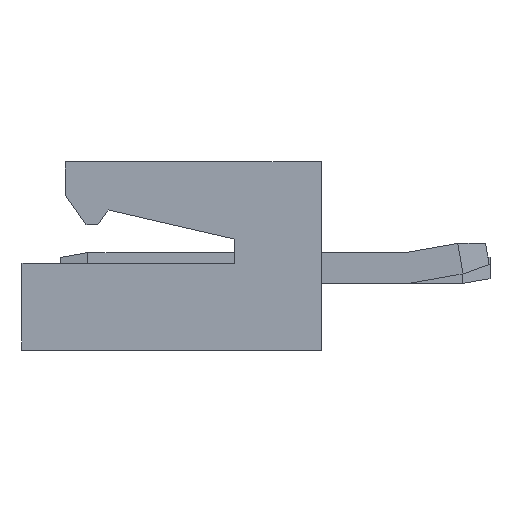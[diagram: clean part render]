
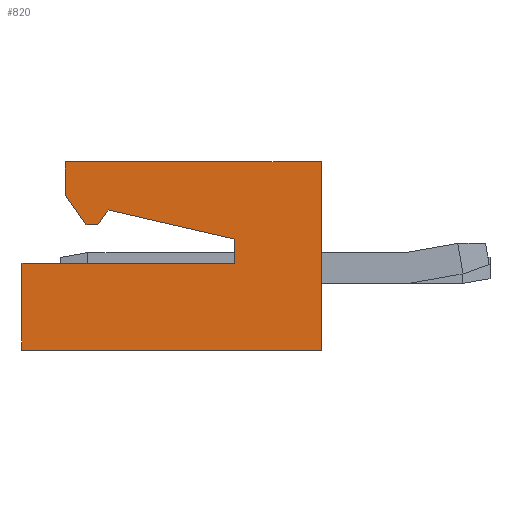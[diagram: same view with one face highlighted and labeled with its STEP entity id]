
A CAD part, left-side view. The second image highlights one B-rep face of the part: STEP entity #820.
In plain terms, the highlighted planar face has unit normal (-1, 0, 0).
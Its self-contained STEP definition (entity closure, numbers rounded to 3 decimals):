
#20 = CARTESIAN_POINT ( 'NONE',  ( 3.75, -1.3, 1.8 ) ) ;
#24 = LINE ( 'NONE', #1064, #3355 ) ;
#57 = DIRECTION ( 'NONE',  ( 0., -0.574, -0.819 ) ) ;
#72 = LINE ( 'NONE', #253, #3202 ) ;
#167 = DIRECTION ( 'NONE',  ( 0., -0.574, 0.819 ) ) ;
#192 = VERTEX_POINT ( 'NONE', #20 ) ;
#253 = CARTESIAN_POINT ( 'NONE',  ( 3.75, 2.2, 3.9 ) ) ;
#367 = VECTOR ( 'NONE', #448, 1000. ) ;
#409 = CARTESIAN_POINT ( 'NONE',  ( 3.75, 1.528, 2.6 ) ) ;
#433 = VECTOR ( 'NONE', #2884, 1000. ) ;
#448 = DIRECTION ( 'NONE',  ( 0., -0.974, -0.225 ) ) ;
#465 = LINE ( 'NONE', #484, #2808 ) ;
#467 = ORIENTED_EDGE ( 'NONE', *, *, #2688, .F. ) ;
#484 = CARTESIAN_POINT ( 'NONE',  ( 3.75, -3.1, 3.9 ) ) ;
#494 = ORIENTED_EDGE ( 'NONE', *, *, #3334, .T. ) ;
#508 = CARTESIAN_POINT ( 'NONE',  ( 3.75, -3.1, 3.9 ) ) ;
#537 = EDGE_CURVE ( 'NONE', #1446, #2090, #2840, .T. ) ;
#574 = CARTESIAN_POINT ( 'NONE',  ( 3.75, -3.1, 3.9 ) ) ;
#698 = LINE ( 'NONE', #763, #367 ) ;
#747 = VERTEX_POINT ( 'NONE', #2693 ) ;
#753 = LINE ( 'NONE', #3371, #2465 ) ;
#763 = CARTESIAN_POINT ( 'NONE',  ( 3.75, -2.658, 1.986 ) ) ;
#769 = AXIS2_PLACEMENT_3D ( 'NONE', #1689, #941, #3044 ) ;
#781 = ORIENTED_EDGE ( 'NONE', *, *, #889, .T. ) ;
#790 = CARTESIAN_POINT ( 'NONE',  ( 3.75, 3.1, 3.9 ) ) ;
#810 = CARTESIAN_POINT ( 'NONE',  ( 3.75, -1.3, 2.3 ) ) ;
#820 = ADVANCED_FACE ( 'NONE', ( #897 ), #1976, .F. ) ;
#822 = LINE ( 'NONE', #790, #433 ) ;
#854 = CARTESIAN_POINT ( 'NONE',  ( 3.75, 3.1, 0. ) ) ;
#889 = EDGE_CURVE ( 'NONE', #2900, #747, #913, .T. ) ;
#890 = LINE ( 'NONE', #2760, #2160 ) ;
#897 = FACE_OUTER_BOUND ( 'NONE', #2083, .T. ) ;
#913 = LINE ( 'NONE', #1959, #2892 ) ;
#941 = DIRECTION ( 'NONE',  ( 1., 0., 0. ) ) ;
#988 = ORIENTED_EDGE ( 'NONE', *, *, #3239, .T. ) ;
#1007 = VERTEX_POINT ( 'NONE', #854 ) ;
#1036 = DIRECTION ( 'NONE',  ( 0., 0., -1. ) ) ;
#1064 = CARTESIAN_POINT ( 'NONE',  ( 3.75, -3.1, 0. ) ) ;
#1127 = VECTOR ( 'NONE', #1787, 1000. ) ;
#1371 = VECTOR ( 'NONE', #1804, 1000. ) ;
#1403 = EDGE_CURVE ( 'NONE', #192, #2982, #753, .T. ) ;
#1446 = VERTEX_POINT ( 'NONE', #574 ) ;
#1471 = ORIENTED_EDGE ( 'NONE', *, *, #1403, .T. ) ;
#1589 = VERTEX_POINT ( 'NONE', #810 ) ;
#1646 = CARTESIAN_POINT ( 'NONE',  ( 3.75, 2.2, 3.207 ) ) ;
#1660 = EDGE_CURVE ( 'NONE', #1007, #2090, #24, .T. ) ;
#1689 = CARTESIAN_POINT ( 'NONE',  ( 3.75, -3.1, 3.9 ) ) ;
#1715 = CARTESIAN_POINT ( 'NONE',  ( 3.75, -3.1, 0. ) ) ;
#1754 = CARTESIAN_POINT ( 'NONE',  ( 3.75, 3.1, 1.8 ) ) ;
#1787 = DIRECTION ( 'NONE',  ( 0., -1., 0. ) ) ;
#1797 = VERTEX_POINT ( 'NONE', #2048 ) ;
#1804 = DIRECTION ( 'NONE',  ( 0., 0., -1. ) ) ;
#1826 = ORIENTED_EDGE ( 'NONE', *, *, #2666, .T. ) ;
#1873 = VERTEX_POINT ( 'NONE', #2247 ) ;
#1882 = ORIENTED_EDGE ( 'NONE', *, *, #537, .F. ) ;
#1942 = ORIENTED_EDGE ( 'NONE', *, *, #2161, .T. ) ;
#1959 = CARTESIAN_POINT ( 'NONE',  ( 3.75, -0.606, 5.647 ) ) ;
#1976 = PLANE ( 'NONE',  #769 ) ;
#2048 = CARTESIAN_POINT ( 'NONE',  ( 3.75, 2.2, 3.9 ) ) ;
#2083 = EDGE_LOOP ( 'NONE', ( #2434, #1471, #988, #2251, #1882, #467, #2138, #494, #1942, #781, #1826 ) ) ;
#2090 = VERTEX_POINT ( 'NONE', #1715 ) ;
#2138 = ORIENTED_EDGE ( 'NONE', *, *, #2817, .T. ) ;
#2160 = VECTOR ( 'NONE', #3283, 1000. ) ;
#2161 = EDGE_CURVE ( 'NONE', #1873, #2900, #3373, .T. ) ;
#2247 = CARTESIAN_POINT ( 'NONE',  ( 3.75, 1.775, 2.6 ) ) ;
#2248 = DIRECTION ( 'NONE',  ( 0., -1., 0. ) ) ;
#2251 = ORIENTED_EDGE ( 'NONE', *, *, #1660, .T. ) ;
#2341 = DIRECTION ( 'NONE',  ( 0., 1., 0. ) ) ;
#2424 = VERTEX_POINT ( 'NONE', #1646 ) ;
#2434 = ORIENTED_EDGE ( 'NONE', *, *, #2549, .T. ) ;
#2465 = VECTOR ( 'NONE', #2341, 1000. ) ;
#2549 = EDGE_CURVE ( 'NONE', #1589, #192, #890, .T. ) ;
#2596 = CARTESIAN_POINT ( 'NONE',  ( 3.75, 0.782, 1.182 ) ) ;
#2632 = LINE ( 'NONE', #2596, #2986 ) ;
#2666 = EDGE_CURVE ( 'NONE', #747, #1589, #698, .T. ) ;
#2688 = EDGE_CURVE ( 'NONE', #1797, #1446, #465, .T. ) ;
#2693 = CARTESIAN_POINT ( 'NONE',  ( 3.75, 1.315, 2.904 ) ) ;
#2760 = CARTESIAN_POINT ( 'NONE',  ( 3.75, -1.3, 3.9 ) ) ;
#2808 = VECTOR ( 'NONE', #2248, 1000. ) ;
#2817 = EDGE_CURVE ( 'NONE', #1797, #2424, #72, .T. ) ;
#2840 = LINE ( 'NONE', #508, #1371 ) ;
#2884 = DIRECTION ( 'NONE',  ( 0., 0., -1. ) ) ;
#2892 = VECTOR ( 'NONE', #167, 1000. ) ;
#2900 = VERTEX_POINT ( 'NONE', #409 ) ;
#2982 = VERTEX_POINT ( 'NONE', #1754 ) ;
#2986 = VECTOR ( 'NONE', #57, 1000. ) ;
#3003 = DIRECTION ( 'NONE',  ( 0., -1., 0. ) ) ;
#3044 = DIRECTION ( 'NONE',  ( 0., 0., -1. ) ) ;
#3170 = CARTESIAN_POINT ( 'NONE',  ( 3.75, -3.1, 2.6 ) ) ;
#3202 = VECTOR ( 'NONE', #1036, 1000. ) ;
#3239 = EDGE_CURVE ( 'NONE', #2982, #1007, #822, .T. ) ;
#3283 = DIRECTION ( 'NONE',  ( 0., 0., -1. ) ) ;
#3334 = EDGE_CURVE ( 'NONE', #2424, #1873, #2632, .T. ) ;
#3355 = VECTOR ( 'NONE', #3003, 1000. ) ;
#3371 = CARTESIAN_POINT ( 'NONE',  ( 3.75, -3.1, 1.8 ) ) ;
#3373 = LINE ( 'NONE', #3170, #1127 ) ;
